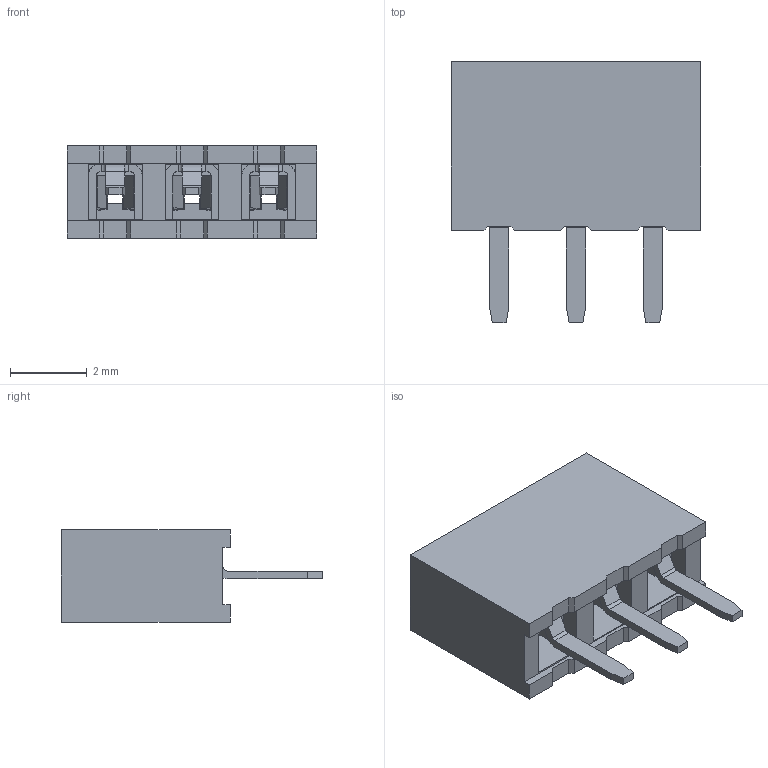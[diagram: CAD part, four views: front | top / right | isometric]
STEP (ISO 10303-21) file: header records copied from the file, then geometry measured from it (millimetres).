
FILE_DESCRIPTION (( 'STEP AP214' ), '1' );
FILE_NAME ('Sullins NPPN031BFCN-RC.STEP', '2016-04-07T21:03:58', ( '' ), ( '' ), 'SwSTEP 2.0', 'SolidWorks 2015', '' );
FILE_SCHEMA (( 'AUTOMOTIVE_DESIGN' ));
Length unit declared in the file: millimetre
Products named in the file (1): Sullins NPPN031BFCN-RC
Bounding box: 6.5 x 6.8 x 2.4 mm (x, y, z)
Volume: 48 mm3; surface area: 222 mm2
Topology: 1 solids, 1 shells, 307 faces, 849 edges, 538 vertices
Faces by surface type: plane 196, cylinder 93, bspline 18
Entity records: 11190 total; most frequent: CARTESIAN_POINT 2577, ORIENTED_EDGE 1698, DIRECTION 1507, EDGE_CURVE 849, LINE 651, VECTOR 651, VERTEX_POINT 538, AXIS2_PLACEMENT_3D 428
